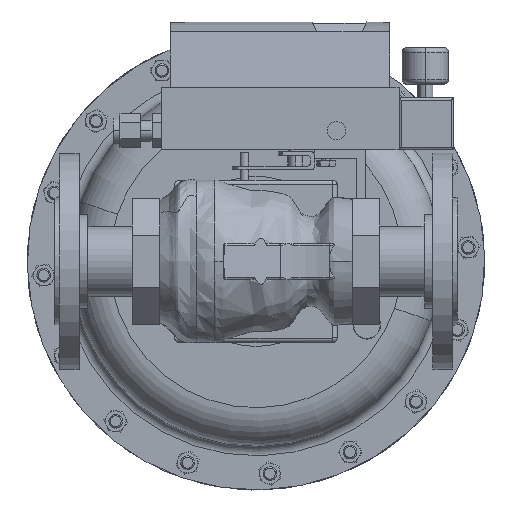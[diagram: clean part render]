
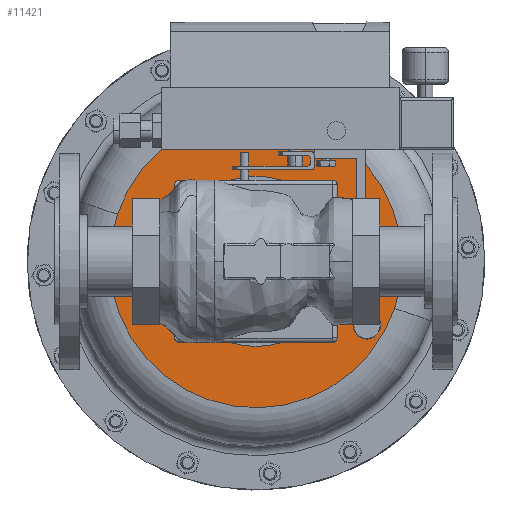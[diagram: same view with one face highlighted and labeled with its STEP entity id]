
A CAD part, front view. The second image highlights one B-rep face of the part: STEP entity #11421.
In plain terms, the highlighted planar face has unit normal (0, -1, 0).
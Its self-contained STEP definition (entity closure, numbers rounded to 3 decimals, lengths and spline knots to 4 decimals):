
#571 = DIRECTION ( 'NONE',  ( 0.947, 0., -0.321 ) ) ;
#3117 = EDGE_CURVE ( 'NONE', #49394, #37291, #25666, .T. ) ;
#4370 = DIRECTION ( 'NONE',  ( 0., 1., 0. ) ) ;
#5885 = CARTESIAN_POINT ( 'NONE',  ( 0., 8.918, 0. ) ) ;
#6937 = CIRCLE ( 'NONE', #49000, 2.325 ) ;
#8682 = AXIS2_PLACEMENT_3D ( 'NONE', #54619, #37460, #11656 ) ;
#10205 = DIRECTION ( 'NONE',  ( 0.947, 0., -0.321 ) ) ;
#10251 = CARTESIAN_POINT ( 'NONE',  ( 3.7877, 8.918, -1.2858 ) ) ;
#11363 = CIRCLE ( 'NONE', #37039, 0.375 ) ;
#11421 = ADVANCED_FACE ( 'NONE', ( #17335, #51704, #41608 ), #33134, .T. ) ;
#11656 = DIRECTION ( 'NONE',  ( -0.947, 0., 0.321 ) ) ;
#12367 = DIRECTION ( 'NONE',  ( 0., 1., 0. ) ) ;
#14269 = AXIS2_PLACEMENT_3D ( 'NONE', #49507, #23686, #53834 ) ;
#15073 = ORIENTED_EDGE ( 'NONE', *, *, #3117, .T. ) ;
#16833 = VERTEX_POINT ( 'NONE', #10251 ) ;
#17335 = FACE_BOUND ( 'NONE', #37714, .T. ) ;
#17712 = CIRCLE ( 'NONE', #52975, 4. ) ;
#18389 = AXIS2_PLACEMENT_3D ( 'NONE', #25561, #55737, #29918 ) ;
#18501 = VERTEX_POINT ( 'NONE', #54703 ) ;
#18521 = CIRCLE ( 'NONE', #54219, 4. ) ;
#19098 = EDGE_CURVE ( 'NONE', #18501, #33759, #11363, .T. ) ;
#20184 = ORIENTED_EDGE ( 'NONE', *, *, #44336, .F. ) ;
#20507 = CIRCLE ( 'NONE', #18389, 0.375 ) ;
#22192 = ORIENTED_EDGE ( 'NONE', *, *, #19098, .T. ) ;
#22270 = CARTESIAN_POINT ( 'NONE',  ( -3.7877, 8.918, 1.2858 ) ) ;
#23686 = DIRECTION ( 'NONE',  ( 0., 1., 0. ) ) ;
#25561 = CARTESIAN_POINT ( 'NONE',  ( 3.0311, 8.918, -1.75 ) ) ;
#25587 = EDGE_CURVE ( 'NONE', #16833, #55141, #18521, .T. ) ;
#25666 = CIRCLE ( 'NONE', #14269, 2.325 ) ;
#26329 = DIRECTION ( 'NONE',  ( 0., 1., 0. ) ) ;
#28002 = CARTESIAN_POINT ( 'NONE',  ( 0., 8.918, -2.325 ) ) ;
#29918 = DIRECTION ( 'NONE',  ( 0.947, 0., -0.321 ) ) ;
#30132 = CARTESIAN_POINT ( 'NONE',  ( 0., 8.918, 0. ) ) ;
#33134 = PLANE ( 'NONE',  #8682 ) ;
#33759 = VERTEX_POINT ( 'NONE', #52126 ) ;
#34469 = DIRECTION ( 'NONE',  ( 0.947, 0., -0.321 ) ) ;
#35885 = CARTESIAN_POINT ( 'NONE',  ( 0., 8.918, 2.325 ) ) ;
#36019 = DIRECTION ( 'NONE',  ( 0., 1., 0. ) ) ;
#37039 = AXIS2_PLACEMENT_3D ( 'NONE', #52149, #26329, #571 ) ;
#37291 = VERTEX_POINT ( 'NONE', #35885 ) ;
#37460 = DIRECTION ( 'NONE',  ( 0., -1., 0. ) ) ;
#37714 = EDGE_LOOP ( 'NONE', ( #15073, #44345 ) ) ;
#37819 = ORIENTED_EDGE ( 'NONE', *, *, #25587, .F. ) ;
#38160 = CARTESIAN_POINT ( 'NONE',  ( 0., 8.918, 0. ) ) ;
#40916 = EDGE_LOOP ( 'NONE', ( #37819, #20184 ) ) ;
#41608 = FACE_BOUND ( 'NONE', #47903, .T. ) ;
#42521 = DIRECTION ( 'NONE',  ( 0., 0., -1. ) ) ;
#44336 = EDGE_CURVE ( 'NONE', #55141, #16833, #17712, .T. ) ;
#44345 = ORIENTED_EDGE ( 'NONE', *, *, #44777, .T. ) ;
#44777 = EDGE_CURVE ( 'NONE', #37291, #49394, #6937, .T. ) ;
#46769 = EDGE_CURVE ( 'NONE', #33759, #18501, #20507, .T. ) ;
#47903 = EDGE_LOOP ( 'NONE', ( #22192, #50242 ) ) ;
#49000 = AXIS2_PLACEMENT_3D ( 'NONE', #38160, #12367, #42521 ) ;
#49394 = VERTEX_POINT ( 'NONE', #28002 ) ;
#49507 = CARTESIAN_POINT ( 'NONE',  ( 0., 8.918, 0. ) ) ;
#50242 = ORIENTED_EDGE ( 'NONE', *, *, #46769, .T. ) ;
#51704 = FACE_OUTER_BOUND ( 'NONE', #40916, .T. ) ;
#52126 = CARTESIAN_POINT ( 'NONE',  ( 2.676, 8.918, -1.6295 ) ) ;
#52149 = CARTESIAN_POINT ( 'NONE',  ( 3.0311, 8.918, -1.75 ) ) ;
#52975 = AXIS2_PLACEMENT_3D ( 'NONE', #30132, #4370, #34469 ) ;
#53834 = DIRECTION ( 'NONE',  ( 0., 0., -1. ) ) ;
#54219 = AXIS2_PLACEMENT_3D ( 'NONE', #5885, #36019, #10205 ) ;
#54619 = CARTESIAN_POINT ( 'NONE',  ( -1.2858, 8.918, -3.7877 ) ) ;
#54703 = CARTESIAN_POINT ( 'NONE',  ( 3.3862, 8.918, -1.8705 ) ) ;
#55141 = VERTEX_POINT ( 'NONE', #22270 ) ;
#55737 = DIRECTION ( 'NONE',  ( 0., 1., 0. ) ) ;
